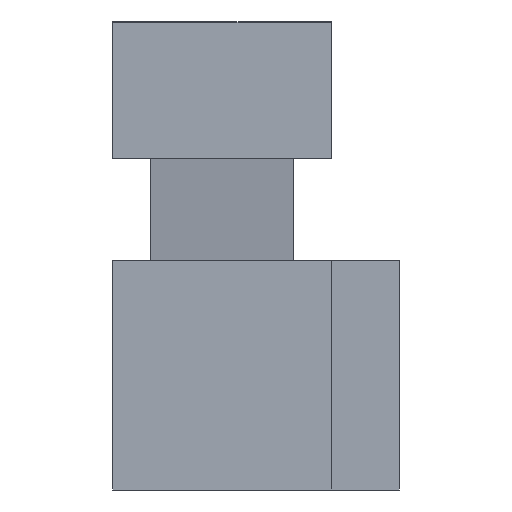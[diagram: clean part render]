
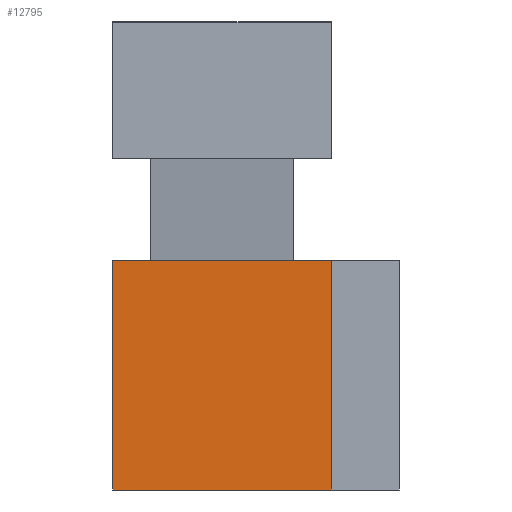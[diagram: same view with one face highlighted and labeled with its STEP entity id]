
A CAD part, left-side view. The second image highlights one B-rep face of the part: STEP entity #12795.
In plain terms, the highlighted planar face has unit normal (-1, 0, 0).
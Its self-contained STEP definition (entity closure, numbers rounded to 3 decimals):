
#2053=ORIENTED_EDGE('',*,*,#4421,.T.);
#2054=ORIENTED_EDGE('',*,*,#5124,.F.);
#2055=ORIENTED_EDGE('',*,*,#4329,.F.);
#2056=ORIENTED_EDGE('',*,*,#5123,.T.);
#4329=EDGE_CURVE('',#6199,#6200,#7409,.T.);
#4421=EDGE_CURVE('',#6292,#6291,#7501,.T.);
#5123=EDGE_CURVE('',#6199,#6292,#8203,.T.);
#5124=EDGE_CURVE('',#6200,#6291,#8204,.T.);
#6199=VERTEX_POINT('',#17768);
#6200=VERTEX_POINT('',#17770);
#6291=VERTEX_POINT('',#17953);
#6292=VERTEX_POINT('',#17955);
#7409=LINE('',#17769,#8995);
#7501=LINE('',#17954,#9087);
#8203=LINE('',#19356,#9789);
#8204=LINE('',#19358,#9790);
#8995=VECTOR('',#14214,1000.);
#9087=VECTOR('',#14308,1000.);
#9789=VECTOR('',#15612,1000.);
#9790=VECTOR('',#15615,1000.);
#10840=EDGE_LOOP('',(#2053,#2054,#2055,#2056));
#11566=FACE_BOUND('',#10840,.T.);
#12248=PLANE('',#13485);
#12795=ADVANCED_FACE('',(#11566),#12248,.F.);
#13485=AXIS2_PLACEMENT_3D('',#19357,#15613,#15614);
#14214=DIRECTION('',(0.,-1.,0.));
#14308=DIRECTION('',(0.,-1.,0.));
#15612=DIRECTION('',(0.,0.,-1.));
#15613=DIRECTION('',(1.,0.,0.));
#15614=DIRECTION('',(0.,0.,-1.));
#15615=DIRECTION('',(0.,0.,-1.));
#17768=CARTESIAN_POINT('',(-8.445,1.525,1.6));
#17769=CARTESIAN_POINT('',(-8.445,1.525,1.6));
#17770=CARTESIAN_POINT('',(-8.445,-1.525,1.6));
#17953=CARTESIAN_POINT('',(-8.445,-1.525,-1.6));
#17954=CARTESIAN_POINT('',(-8.445,1.525,-1.6));
#17955=CARTESIAN_POINT('',(-8.445,1.525,-1.6));
#19356=CARTESIAN_POINT('',(-8.445,1.525,1.6));
#19357=CARTESIAN_POINT('',(-8.445,1.525,1.6));
#19358=CARTESIAN_POINT('',(-8.445,-1.525,1.6));
